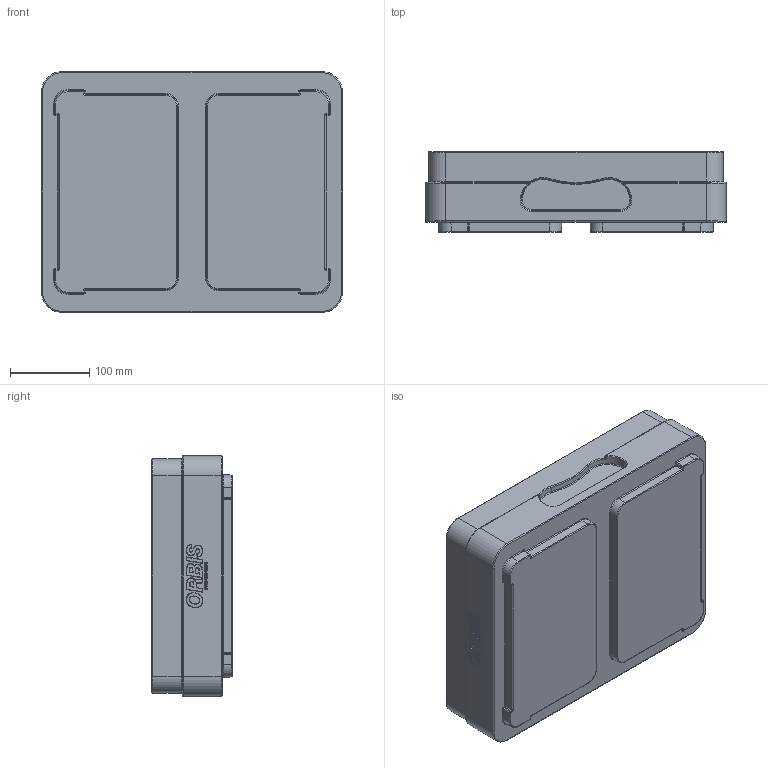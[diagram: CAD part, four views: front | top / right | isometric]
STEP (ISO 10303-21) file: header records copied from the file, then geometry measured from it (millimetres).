
FILE_DESCRIPTION((''),'2;1');
FILE_NAME('85272R_WSM','2025-06-20T12:01:00',('SYSTEM'),(''),'CREO PARAMETRIC BY PTC INC, 2023294','CREO PARAMETRIC BY PTC INC, 2023294','');
FILE_SCHEMA(('CONFIG_CONTROL_DESIGN'));
Products named in the file (1): 85272R_WSM
Bounding box: 379.73 x 101.6 x 303.53 mm (x, y, z)
Volume: 3554508.3 mm3; surface area: 458006 mm2
Topology: 1 solids, 1 shells, 2011 faces, 5370 edges, 3434 vertices
Faces by surface type: plane 1385, bspline 214, cylinder 202, extrusion 150, torus 44, sphere 16
Entity records: 70039 total; most frequent: CARTESIAN_POINT 21780, ORIENTED_EDGE 10740, DIRECTION 8644, EDGE_CURVE 5370, VECTOR 4410, LINE 4260, VERTEX_POINT 3434, AXIS2_PLACEMENT_3D 2117
